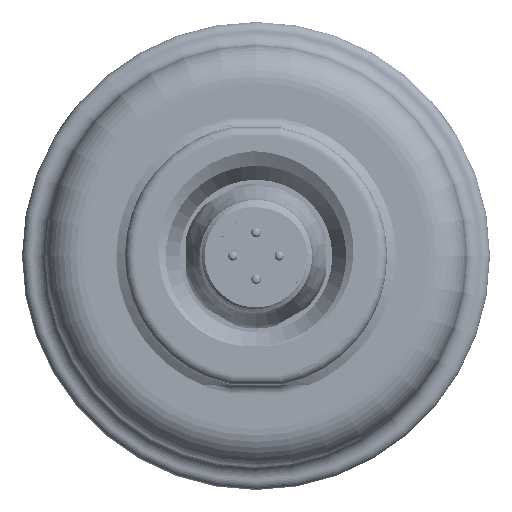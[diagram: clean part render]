
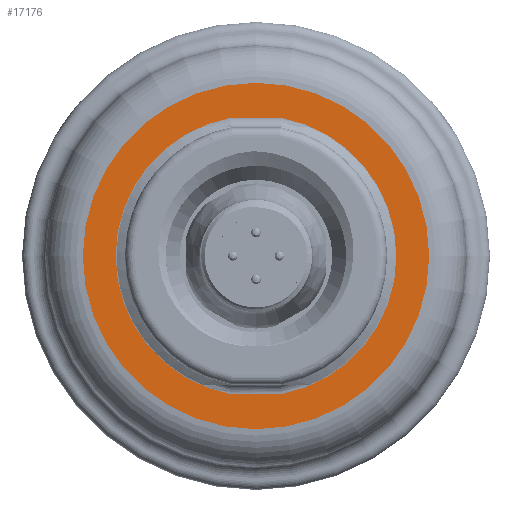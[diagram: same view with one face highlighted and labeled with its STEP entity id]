
A CAD part, front view. The second image highlights one B-rep face of the part: STEP entity #17176.
In plain terms, the highlighted planar face has unit normal (0, -1, 0).
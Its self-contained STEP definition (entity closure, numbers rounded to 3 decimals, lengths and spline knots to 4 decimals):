
#1959=CARTESIAN_POINT('',(0.,-0.1181,0.));
#1960=DIRECTION('',(0.,-1.,0.));
#1961=DIRECTION('',(0.,0.,-1.));
#1962=AXIS2_PLACEMENT_3D('',#1959,#1960,#1961);
#1964=CARTESIAN_POINT('',(0.,-0.1181,0.));
#1965=DIRECTION('',(0.,-1.,0.));
#1966=DIRECTION('',(0.,0.,1.));
#1967=AXIS2_PLACEMENT_3D('',#1964,#1965,#1966);
#1969=CARTESIAN_POINT('',(0.,-0.1181,0.));
#1970=DIRECTION('',(0.,-1.,0.));
#1971=DIRECTION('',(-0.182,0.,0.983));
#1972=AXIS2_PLACEMENT_3D('',#1969,#1970,#1971);
#1974=DIRECTION('',(1.,0.,0.));
#1975=VECTOR('',#1974,0.2147);
#1976=CARTESIAN_POINT('',(-0.1074,-0.1181,
-0.5807));
#1977=LINE('',#1976,#1975);
#1978=CARTESIAN_POINT('',(0.,-0.1181,0.));
#1979=DIRECTION('',(0.,-1.,0.));
#1980=DIRECTION('',(0.182,0.,-0.983));
#1981=AXIS2_PLACEMENT_3D('',#1978,#1979,#1980);
#1983=DIRECTION('',(-1.,0.,0.));
#1984=VECTOR('',#1983,0.2147);
#1985=CARTESIAN_POINT('',(0.1074,-0.1181,
0.5807));
#1986=LINE('',#1985,#1984);
#14254=CARTESIAN_POINT('',(-0.1074,-0.1181,
0.5807));
#14255=CARTESIAN_POINT('',(-0.1074,-0.1181,
-0.5807));
#14256=VERTEX_POINT('',#14254);
#14257=VERTEX_POINT('',#14255);
#14262=CARTESIAN_POINT('',(0.1074,-0.1181,
-0.5807));
#14263=CARTESIAN_POINT('',(0.1074,-0.1181,
0.5807));
#14264=VERTEX_POINT('',#14262);
#14265=VERTEX_POINT('',#14263);
#14614=CARTESIAN_POINT('',(0.,-0.1181,-0.7283));
#14615=CARTESIAN_POINT('',(0.,-0.1181,0.7283));
#14616=VERTEX_POINT('',#14614);
#14617=VERTEX_POINT('',#14615);
#17156=CARTESIAN_POINT('',(0.,-0.1181,0.));
#17157=DIRECTION('',(0.,-1.,0.));
#17158=DIRECTION('',(0.,0.,1.));
#17159=AXIS2_PLACEMENT_3D('',#17156,#17157,#17158);
#17160=PLANE('',#17159);
#17162=ORIENTED_EDGE('',*,*,#17161,.F.);
#17164=ORIENTED_EDGE('',*,*,#17163,.F.);
#17165=EDGE_LOOP('',(#17162,#17164));
#17166=FACE_OUTER_BOUND('',#17165,.F.);
#17168=ORIENTED_EDGE('',*,*,#17167,.T.);
#17170=ORIENTED_EDGE('',*,*,#17169,.T.);
#17171=ORIENTED_EDGE('',*,*,#17146,.T.);
#17173=ORIENTED_EDGE('',*,*,#17172,.T.);
#17174=EDGE_LOOP('',(#17168,#17170,#17171,#17173));
#17175=FACE_BOUND('',#17174,.F.);
#17176=ADVANCED_FACE('',(#17166,#17175),#17160,.T.);
#1963=CIRCLE('',#1962,0.7283);
#1968=CIRCLE('',#1967,0.7283);
#1973=CIRCLE('',#1972,0.5906);
#1982=CIRCLE('',#1981,0.5906);
#17146=EDGE_CURVE('',#14264,#14265,#1982,.T.);
#17161=EDGE_CURVE('',#14616,#14617,#1963,.T.);
#17163=EDGE_CURVE('',#14617,#14616,#1968,.T.);
#17167=EDGE_CURVE('',#14256,#14257,#1973,.T.);
#17169=EDGE_CURVE('',#14257,#14264,#1977,.T.);
#17172=EDGE_CURVE('',#14265,#14256,#1986,.T.);
